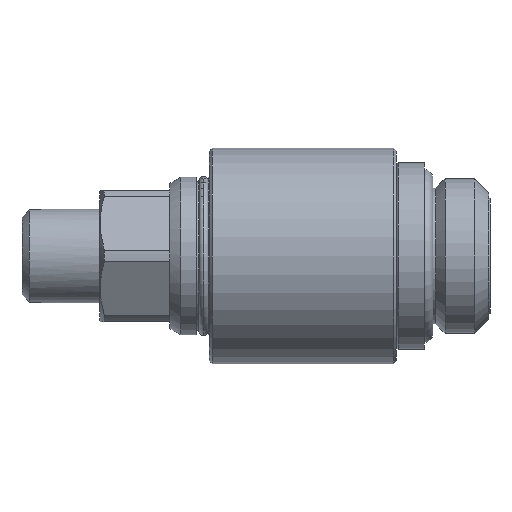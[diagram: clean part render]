
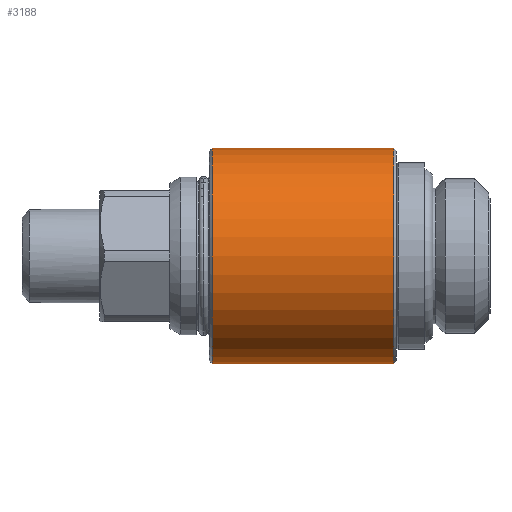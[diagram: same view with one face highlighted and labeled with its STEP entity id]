
A CAD part, left-side view. The second image highlights one B-rep face of the part: STEP entity #3188.
In plain terms, the highlighted cylindrical face has radius 11.5 mm (diameter 23 mm), a partial arc.
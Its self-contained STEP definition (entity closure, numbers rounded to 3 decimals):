
#519 = LINE ( 'NONE', #583, #582 ) ;
#581 = DIRECTION ( 'NONE',  ( 0., -1., 0. ) ) ;
#582 = VECTOR ( 'NONE', #581, 1000. ) ;
#583 = CARTESIAN_POINT ( 'NONE',  ( 0., 10.419, 11.5 ) ) ;
#654 = CARTESIAN_POINT ( 'NONE',  ( 0., 10.419, -11.5 ) ) ;
#655 = LINE ( 'NONE', #654, #664 ) ;
#663 = DIRECTION ( 'NONE',  ( 0., -1., 0. ) ) ;
#664 = VECTOR ( 'NONE', #663, 1000. ) ;
#1401 = CYLINDRICAL_SURFACE ( 'NONE', #1448, 11.5 ) ;
#1402 = FACE_OUTER_BOUND ( 'NONE', #3189, .T. ) ;
#1404 = CARTESIAN_POINT ( 'NONE',  ( 0., 10.419, 0. ) ) ;
#1446 = DIRECTION ( 'NONE',  ( 0., 0., -1. ) ) ;
#1447 = DIRECTION ( 'NONE',  ( 0., -1., 0. ) ) ;
#1448 = AXIS2_PLACEMENT_3D ( 'NONE', #1404, #1447, #1446 ) ;
#1814 = DIRECTION ( 'NONE',  ( 0., 0., -1. ) ) ;
#1815 = DIRECTION ( 'NONE',  ( 0., -1., 0. ) ) ;
#1816 = AXIS2_PLACEMENT_3D ( 'NONE', #1822, #1815, #1814 ) ;
#1817 = CIRCLE ( 'NONE', #1816, 11.5 ) ;
#1818 = DIRECTION ( 'NONE',  ( 0., 0., -1. ) ) ;
#1819 = DIRECTION ( 'NONE',  ( 0., -1., 0. ) ) ;
#1820 = CARTESIAN_POINT ( 'NONE',  ( 0., 30., 0. ) ) ;
#1821 = AXIS2_PLACEMENT_3D ( 'NONE', #1820, #1819, #1818 ) ;
#1822 = CARTESIAN_POINT ( 'NONE',  ( 0., 10.6, 0. ) ) ;
#1829 = CIRCLE ( 'NONE', #1821, 11.5 ) ;
#2575 = VERTEX_POINT ( 'NONE', #3729 ) ;
#2577 = VERTEX_POINT ( 'NONE', #3728 ) ;
#2583 = VERTEX_POINT ( 'NONE', #3789 ) ;
#2586 = VERTEX_POINT ( 'NONE', #3774 ) ;
#2709 = EDGE_CURVE ( 'NONE', #2586, #2575, #655, .T. ) ;
#2729 = EDGE_CURVE ( 'NONE', #2583, #2577, #519, .T. ) ;
#3139 = ORIENTED_EDGE ( 'NONE', *, *, #2729, .F. ) ;
#3140 = ORIENTED_EDGE ( 'NONE', *, *, #3141, .T. ) ;
#3141 = EDGE_CURVE ( 'NONE', #2583, #2586, #1829, .T. ) ;
#3142 = ORIENTED_EDGE ( 'NONE', *, *, #2709, .T. ) ;
#3143 = ORIENTED_EDGE ( 'NONE', *, *, #3144, .F. ) ;
#3144 = EDGE_CURVE ( 'NONE', #2577, #2575, #1817, .T. ) ;
#3188 = ADVANCED_FACE ( 'NONE', ( #1402 ), #1401, .T. ) ;
#3189 = EDGE_LOOP ( 'NONE', ( #3139, #3140, #3142, #3143 ) ) ;
#3728 = CARTESIAN_POINT ( 'NONE',  ( 0., 10.6, 11.5 ) ) ;
#3729 = CARTESIAN_POINT ( 'NONE',  ( 0., 10.6, -11.5 ) ) ;
#3774 = CARTESIAN_POINT ( 'NONE',  ( 0., 30., -11.5 ) ) ;
#3789 = CARTESIAN_POINT ( 'NONE',  ( 0., 30., 11.5 ) ) ;
